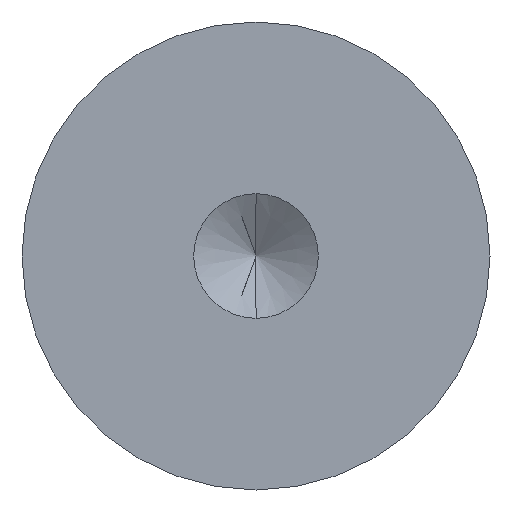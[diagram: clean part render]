
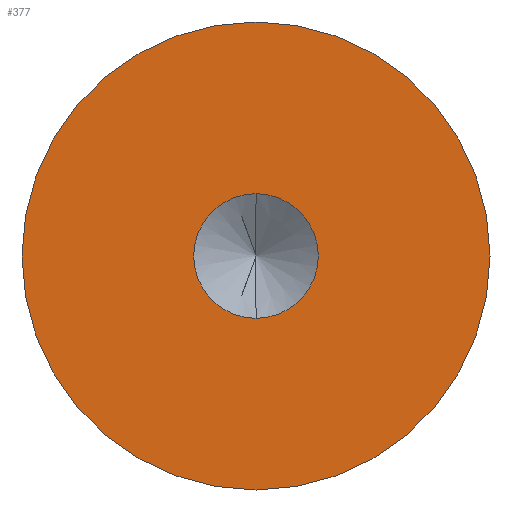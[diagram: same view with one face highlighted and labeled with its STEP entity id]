
A CAD part, front view. The second image highlights one B-rep face of the part: STEP entity #377.
In plain terms, the highlighted planar face has unit normal (0, -1, 0).
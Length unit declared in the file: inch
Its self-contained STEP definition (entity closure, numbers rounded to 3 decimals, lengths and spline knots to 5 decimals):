
#9 = DIRECTION ( 'NONE',  ( 0., -1., 0. ) ) ;
#10 = DIRECTION ( 'NONE',  ( 0., 0., -1. ) ) ;
#17 = EDGE_LOOP ( 'NONE', ( #452, #206 ) ) ;
#30 = CARTESIAN_POINT ( 'NONE',  ( 0., 0., -0.2 ) ) ;
#61 = CIRCLE ( 'NONE', #90, 0.2 ) ;
#62 = ORIENTED_EDGE ( 'NONE', *, *, #222, .F. ) ;
#80 = AXIS2_PLACEMENT_3D ( 'NONE', #226, #9, #10 ) ;
#84 = CARTESIAN_POINT ( 'NONE',  ( 0., 0., 0. ) ) ;
#90 = AXIS2_PLACEMENT_3D ( 'NONE', #213, #146, #449 ) ;
#94 = EDGE_LOOP ( 'NONE', ( #196, #62 ) ) ;
#119 = CARTESIAN_POINT ( 'NONE',  ( 0., 0., 0. ) ) ;
#120 = VERTEX_POINT ( 'NONE', #388 ) ;
#126 = EDGE_CURVE ( 'NONE', #275, #140, #61, .T. ) ;
#140 = VERTEX_POINT ( 'NONE', #30 ) ;
#146 = DIRECTION ( 'NONE',  ( 0., -1., 0. ) ) ;
#162 = DIRECTION ( 'NONE',  ( 0., -1., 0. ) ) ;
#179 = AXIS2_PLACEMENT_3D ( 'NONE', #119, #455, #434 ) ;
#196 = ORIENTED_EDGE ( 'NONE', *, *, #325, .F. ) ;
#206 = ORIENTED_EDGE ( 'NONE', *, *, #126, .T. ) ;
#213 = CARTESIAN_POINT ( 'NONE',  ( 0., 0., 0. ) ) ;
#220 = CARTESIAN_POINT ( 'NONE',  ( 0., 0., 0. ) ) ;
#222 = EDGE_CURVE ( 'NONE', #356, #120, #300, .T. ) ;
#226 = CARTESIAN_POINT ( 'NONE',  ( 0., 0., 0. ) ) ;
#238 = FACE_OUTER_BOUND ( 'NONE', #17, .T. ) ;
#246 = DIRECTION ( 'NONE',  ( 0., 0., -1. ) ) ;
#260 = AXIS2_PLACEMENT_3D ( 'NONE', #220, #397, #246 ) ;
#263 = CIRCLE ( 'NONE', #333, 0.05325 ) ;
#275 = VERTEX_POINT ( 'NONE', #415 ) ;
#278 = PLANE ( 'NONE',  #179 ) ;
#300 = CIRCLE ( 'NONE', #260, 0.05325 ) ;
#322 = FACE_BOUND ( 'NONE', #94, .T. ) ;
#325 = EDGE_CURVE ( 'NONE', #120, #356, #263, .T. ) ;
#333 = AXIS2_PLACEMENT_3D ( 'NONE', #84, #162, #371 ) ;
#334 = CARTESIAN_POINT ( 'NONE',  ( 0., 0., 0.05325 ) ) ;
#356 = VERTEX_POINT ( 'NONE', #334 ) ;
#365 = EDGE_CURVE ( 'NONE', #140, #275, #430, .T. ) ;
#371 = DIRECTION ( 'NONE',  ( 0., 0., -1. ) ) ;
#377 = ADVANCED_FACE ( 'NONE', ( #322, #238 ), #278, .F. ) ;
#388 = CARTESIAN_POINT ( 'NONE',  ( 0., 0., -0.05325 ) ) ;
#397 = DIRECTION ( 'NONE',  ( 0., -1., 0. ) ) ;
#415 = CARTESIAN_POINT ( 'NONE',  ( 0., 0., 0.2 ) ) ;
#430 = CIRCLE ( 'NONE', #80, 0.2 ) ;
#434 = DIRECTION ( 'NONE',  ( 0., 0., 1. ) ) ;
#449 = DIRECTION ( 'NONE',  ( 0., 0., -1. ) ) ;
#452 = ORIENTED_EDGE ( 'NONE', *, *, #365, .T. ) ;
#455 = DIRECTION ( 'NONE',  ( 0., 1., 0. ) ) ;
